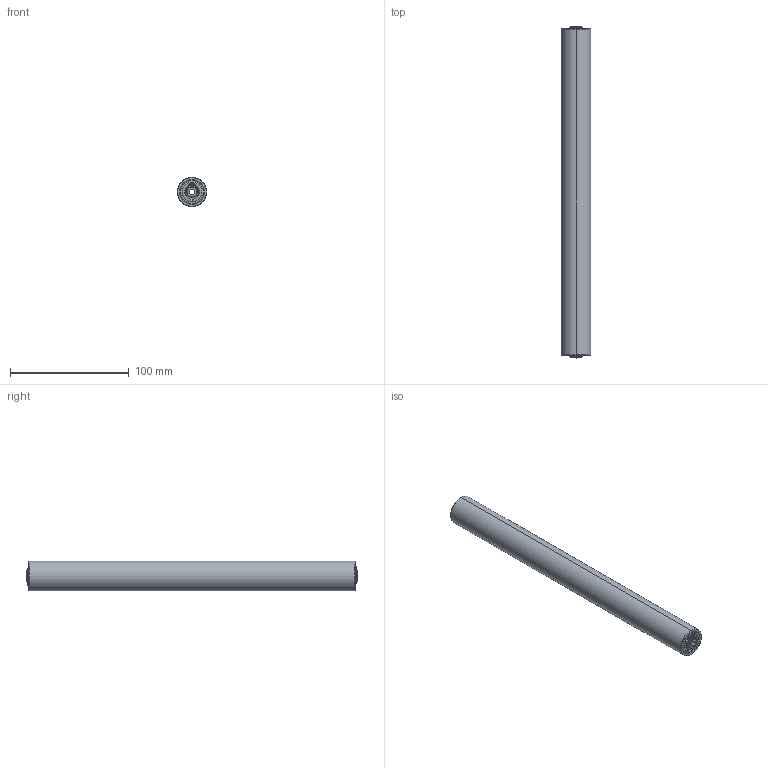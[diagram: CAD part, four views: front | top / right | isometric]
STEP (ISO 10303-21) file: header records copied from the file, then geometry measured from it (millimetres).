
FILE_DESCRIPTION (( 'STEP AP203' ), '1' );
FILE_NAME ('181101 STEP 3-400289-01_12562.STEP', '2018-11-01T07:17:01', ( '' ), ( '' ), 'SwSTEP 2.0', 'SolidWorks 2018', '' );
FILE_SCHEMA (( 'CONFIG_CONTROL_DESIGN' ));
Length unit declared in the file: millimetre
Products named in the file (1): 181101 STEP 3-400289-01_12562
Bounding box: 25 x 280 x 25 mm (x, y, z)
Surface area: 24292.7 mm2 (no closed solid volume)
Topology: 0 solids, 7 shells, 96 faces, 246 edges, 160 vertices
Faces by surface type: cylinder 46, plane 30, torus 12, cone 8
Entity records: 2977 total; most frequent: DIRECTION 570, CARTESIAN_POINT 503, ORIENTED_EDGE 422, EDGE_CURVE 246, AXIS2_PLACEMENT_3D 227, VERTEX_POINT 160, CIRCLE 130, VECTOR 116
